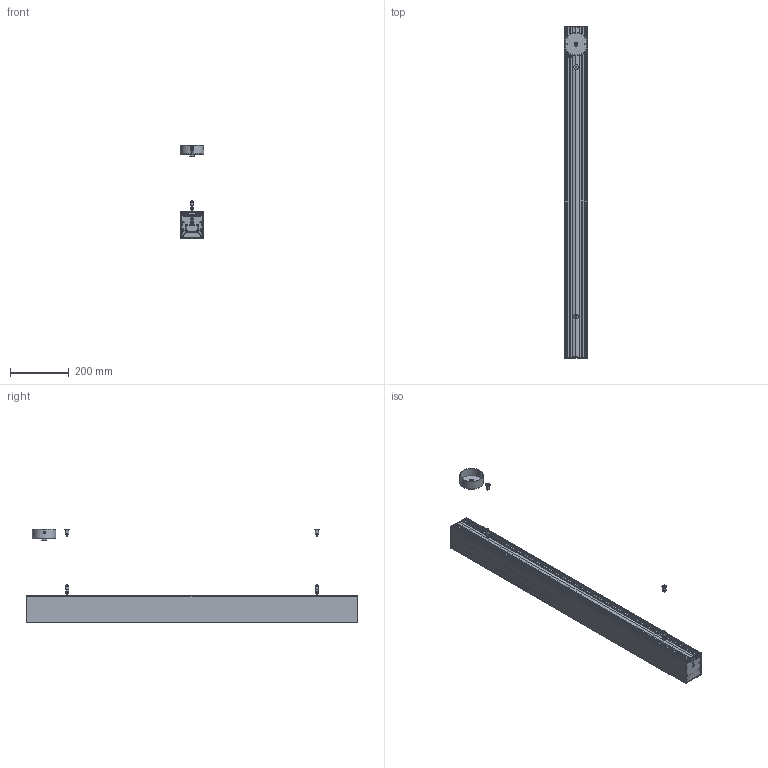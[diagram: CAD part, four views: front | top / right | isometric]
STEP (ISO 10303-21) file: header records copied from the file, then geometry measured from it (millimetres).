
FILE_DESCRIPTION(/* description */ ('This is a sample STEP configuration'),/* implementation_level */ '2;1');
FILE_NAME(/* name */ '728-202044xxxxxx SIMPLE.ipt_Rev_00.1.stp',/* time_stamp */ '2023-04-04T09:33:47+02:00',/* author */ ('powerJobs'),/* organization */ ('coolOrange'),/* preprocessor_version */ 'ST-DEVELOPER v19.2',/* originating_system */ 'Autodesk Inventor 2023',/* authorisation */ '');
FILE_SCHEMA (('AUTOMOTIVE_DESIGN { 1 0 10303 214 3 1 1 }'));
Products named in the file (1): ENG000025917
Bounding box: 80.3 x 1130.5 x 317 mm (x, y, z)
Volume: 1580231.9 mm3; surface area: 1623773.4 mm2
Topology: 9 solids, 9 shells, 2458 faces, 6426 edges, 3996 vertices
Faces by surface type: cylinder 1062, plane 862, bspline 262, torus 116, cone 80, sphere 76
Full cylindrical faces by diameter (mm): 1.1 x2, 1.9 x2, 2.3 x2, 3 x4, 3.2 x5, 3.242 x1, 3.9 x2, 4 x3, 4.134 x1, 4.2 x1, 4.9 x2, 5 x6, 5.1 x2, 5.2 x2, 5.5 x2, 6 x1, 6.5 x1, 7.3 x1, 8 x2, 8.5 x2, 8.6 x2, 8.667 x2, 9.3 x2, 10 x6, 10.1 x2, 10.3 x2, 11.5 x3, 12 x3, 13 x1, 13.2 x1
Entity records: 86328 total; most frequent: CARTESIAN_POINT 25737, DIRECTION 12884, ORIENTED_EDGE 12818, EDGE_CURVE 6409, AXIS2_PLACEMENT_3D 4846, VERTEX_POINT 3996, LINE 3192, VECTOR 3192
